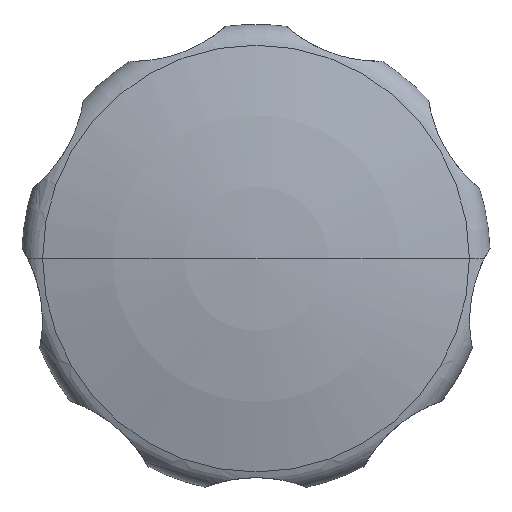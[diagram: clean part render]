
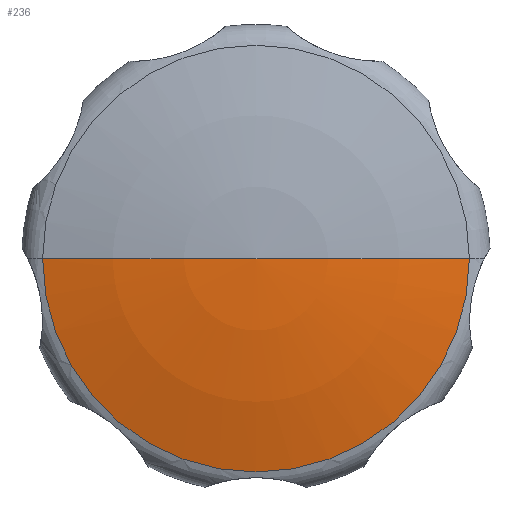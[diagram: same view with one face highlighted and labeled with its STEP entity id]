
A CAD part, top view. The second image highlights one B-rep face of the part: STEP entity #236.
In plain terms, the highlighted spherical face has radius 88.136 mm.
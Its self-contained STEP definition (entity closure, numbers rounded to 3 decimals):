
#236=ADVANCED_FACE('',(#639),#640,.T.);
#294=EDGE_CURVE('',#388,#354,#704,.T.);
#354=VERTEX_POINT('',#770);
#388=VERTEX_POINT('',#806);
#396=VERTEX_POINT('',#815);
#522=EDGE_CURVE('',#354,#396,#950,.T.);
#586=EDGE_CURVE('',#388,#396,#1023,.T.);
#639=FACE_OUTER_BOUND('',#1071,.T.);
#640=SPHERICAL_SURFACE('',#1072,88.136);
#704=CIRCLE('',#1250,88.136);
#770=CARTESIAN_POINT('',(0.,0.,26.0));
#806=CARTESIAN_POINT('',(-22.775,0.,23.006));
#815=CARTESIAN_POINT('',(22.775,0.,23.006));
#950=CIRCLE('',#1891,88.136);
#1023=CIRCLE('',#2094,22.775);
#1071=EDGE_LOOP('',(#2175,#2176,#2177));
#1072=AXIS2_PLACEMENT_3D('',#2178,#2179,#2180);
#1250=AXIS2_PLACEMENT_3D('',#2260,#2261,#2262);
#1891=AXIS2_PLACEMENT_3D('',#2517,#2518,#2519);
#2094=AXIS2_PLACEMENT_3D('',#2622,#2623,#2624);
#2175=ORIENTED_EDGE('',*,*,#294,.F.);
#2176=ORIENTED_EDGE('',*,*,#586,.T.);
#2177=ORIENTED_EDGE('',*,*,#522,.F.);
#2178=CARTESIAN_POINT('',(0.,0.,-62.136));
#2179=DIRECTION('',(0.0,0.0,1.0));
#2180=DIRECTION('',(-1.0,0.,0.0));
#2260=CARTESIAN_POINT('',(0.,0.,-62.136));
#2261=DIRECTION('',(0.,1.0,0.0));
#2262=DIRECTION('',(0.0,-0.0,-1.0));
#2517=CARTESIAN_POINT('',(0.,0.,-62.136));
#2518=DIRECTION('',(0.,1.0,0.0));
#2519=DIRECTION('',(0.0,-0.0,-1.0));
#2622=CARTESIAN_POINT('',(0.,0.,23.006));
#2623=DIRECTION('',(0.0,0.0,1.0));
#2624=DIRECTION('',(-1.0,0.,0.0));
